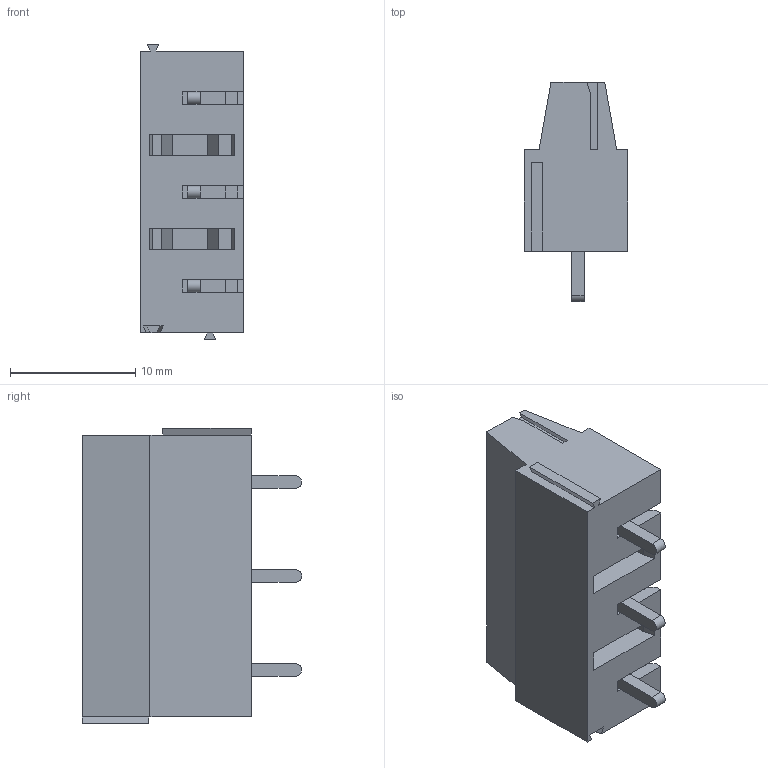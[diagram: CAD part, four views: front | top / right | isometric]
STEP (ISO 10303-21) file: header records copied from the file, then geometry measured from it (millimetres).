
FILE_DESCRIPTION(('STEP AP214'),'1');
FILE_NAME('MVE173-7.5-V.stp','2014-06-13T12:04:29',(' '),(' '),'Spatial InterOp 3D',' ',' ');
FILE_SCHEMA(('automotive_design'));
Length unit declared in the file: metre
Products named in the file (1): 1
Bounding box: 8.3 x 17.51 x 23.6 mm (x, y, z)
Volume: 1579.1 mm3; surface area: 2785.6 mm2
Topology: 1 solids, 1 shells, 237 faces, 672 edges, 442 vertices
Faces by surface type: plane 201, cylinder 30, cone 3, torus 3
Full cylindrical faces by diameter (mm): 2.5 x3, 2.6 x3, 3.3 x3, 3.4 x6
Entity records: 9351 total; most frequent: CARTESIAN_POINT 1326, ORIENTED_EDGE 1290, DIRECTION 1192, EDGE_CURVE 645, LINE 560, VECTOR 560, VERTEX_POINT 436, AXIS2_PLACEMENT_3D 316
